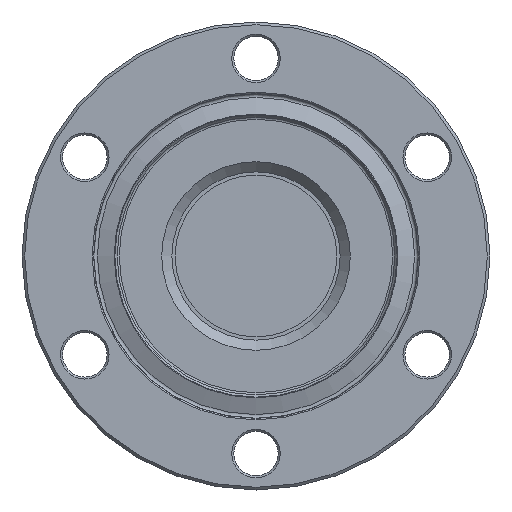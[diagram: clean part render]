
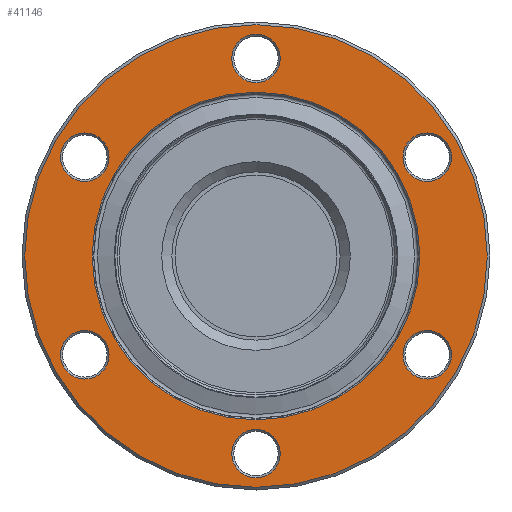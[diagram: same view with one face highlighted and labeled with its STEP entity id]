
A CAD part, front view. The second image highlights one B-rep face of the part: STEP entity #41146.
In plain terms, the highlighted face is planar.
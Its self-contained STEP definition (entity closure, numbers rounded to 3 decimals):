
#41049=CARTESIAN_POINT('',(-54.0,24.325,0.));
#41050=VERTEX_POINT('',#41049);
#41051=CARTESIAN_POINT('',(-54.,0.,0.0));
#41052=DIRECTION('',(-1.0,0.0,0.0));
#41053=DIRECTION('',(0.0,-1.0,0.0));
#41054=AXIS2_PLACEMENT_3D('',#41051,#41052,#41053);
#41055=CIRCLE('',#41054,24.325);
#41056=EDGE_CURVE('',#41050,#41050,#41055,.T.);
#41061=CARTESIAN_POINT('',(-54.0,29.438,0.0));
#41062=DIRECTION('',(-1.0,0.0,0.0));
#41063=DIRECTION('',(0.0,0.0,1.0));
#41064=AXIS2_PLACEMENT_3D('',#41061,#41062,#41063);
#41065=PLANE('',#41064);
#41066=CARTESIAN_POINT('',(-54.,34.35,0.));
#41067=VERTEX_POINT('',#41066);
#41068=CARTESIAN_POINT('',(-54.,0.,0.0));
#41069=DIRECTION('',(1.0,0.0,0.0));
#41070=DIRECTION('',(0.0,-1.0,0.0));
#41071=AXIS2_PLACEMENT_3D('',#41068,#41069,#41070);
#41072=CIRCLE('',#41071,34.35);
#41073=EDGE_CURVE('',#41067,#41067,#41072,.T.);
#41074=ORIENTED_EDGE('',*,*,#41073,.F.);
#41075=EDGE_LOOP('',(#41074));
#41076=FACE_OUTER_BOUND('',#41075,.T.);
#41077=CARTESIAN_POINT('',(-54.,-11.557,-27.218));
#41078=VERTEX_POINT('',#41077);
#41079=CARTESIAN_POINT('',(-54.,-14.675,-25.418));
#41080=DIRECTION('',(-1.0,0.,0.));
#41081=DIRECTION('',(0.,-0.866,0.5));
#41082=AXIS2_PLACEMENT_3D('',#41079,#41080,#41081);
#41083=CIRCLE('',#41082,3.6);
#41084=EDGE_CURVE('',#41078,#41078,#41083,.T.);
#41085=ORIENTED_EDGE('',*,*,#41084,.F.);
#41086=EDGE_LOOP('',(#41085));
#41087=FACE_BOUND('',#41086,.T.);
#41088=CARTESIAN_POINT('',(-54.,-17.793,23.618));
#41089=VERTEX_POINT('',#41088);
#41090=CARTESIAN_POINT('',(-54.,-14.675,25.418));
#41091=DIRECTION('',(-1.0,0.,0.));
#41092=DIRECTION('',(0.,0.866,0.5));
#41093=AXIS2_PLACEMENT_3D('',#41090,#41091,#41092);
#41094=CIRCLE('',#41093,3.6);
#41095=EDGE_CURVE('',#41089,#41089,#41094,.T.);
#41096=ORIENTED_EDGE('',*,*,#41095,.F.);
#41097=EDGE_LOOP('',(#41096));
#41098=FACE_BOUND('',#41097,.T.);
#41099=CARTESIAN_POINT('',(-54.0,29.35,3.6));
#41100=VERTEX_POINT('',#41099);
#41101=CARTESIAN_POINT('',(-54.0,29.35,0.0));
#41102=DIRECTION('',(-1.0,0.0,0.0));
#41103=DIRECTION('',(0.0,0.0,-1.0));
#41104=AXIS2_PLACEMENT_3D('',#41101,#41102,#41103);
#41105=CIRCLE('',#41104,3.6);
#41106=EDGE_CURVE('',#41100,#41100,#41105,.T.);
#41107=ORIENTED_EDGE('',*,*,#41106,.F.);
#41108=EDGE_LOOP('',(#41107));
#41109=FACE_BOUND('',#41108,.T.);
#41110=CARTESIAN_POINT('',(-54.,11.557,27.218));
#41111=VERTEX_POINT('',#41110);
#41112=CARTESIAN_POINT('',(-54.,14.675,25.418));
#41113=DIRECTION('',(-1.0,0.,0.));
#41114=DIRECTION('',(0.,0.866,-0.5));
#41115=AXIS2_PLACEMENT_3D('',#41112,#41113,#41114);
#41116=CIRCLE('',#41115,3.6);
#41117=EDGE_CURVE('',#41111,#41111,#41116,.T.);
#41118=ORIENTED_EDGE('',*,*,#41117,.F.);
#41119=EDGE_LOOP('',(#41118));
#41120=FACE_BOUND('',#41119,.T.);
#41121=CARTESIAN_POINT('',(-54.,-29.35,-3.6));
#41122=VERTEX_POINT('',#41121);
#41123=CARTESIAN_POINT('',(-54.,-29.35,0.));
#41124=DIRECTION('',(-1.0,0.0,0.0));
#41125=DIRECTION('',(0.0,0.0,1.0));
#41126=AXIS2_PLACEMENT_3D('',#41123,#41124,#41125);
#41127=CIRCLE('',#41126,3.6);
#41128=EDGE_CURVE('',#41122,#41122,#41127,.T.);
#41129=ORIENTED_EDGE('',*,*,#41128,.F.);
#41130=EDGE_LOOP('',(#41129));
#41131=FACE_BOUND('',#41130,.T.);
#41132=CARTESIAN_POINT('',(-54.,17.793,-23.618));
#41133=VERTEX_POINT('',#41132);
#41134=CARTESIAN_POINT('',(-54.,14.675,-25.418));
#41135=DIRECTION('',(-1.0,0.,0.));
#41136=DIRECTION('',(0.,-0.866,-0.5));
#41137=AXIS2_PLACEMENT_3D('',#41134,#41135,#41136);
#41138=CIRCLE('',#41137,3.6);
#41139=EDGE_CURVE('',#41133,#41133,#41138,.T.);
#41140=ORIENTED_EDGE('',*,*,#41139,.F.);
#41141=EDGE_LOOP('',(#41140));
#41142=FACE_BOUND('',#41141,.T.);
#41143=ORIENTED_EDGE('',*,*,#41056,.F.);
#41144=EDGE_LOOP('',(#41143));
#41145=FACE_BOUND('',#41144,.T.);
#41146=ADVANCED_FACE('',(#41076,#41087,#41098,#41109,#41120,#41131,#41142,#41145),#41065,.T.);
